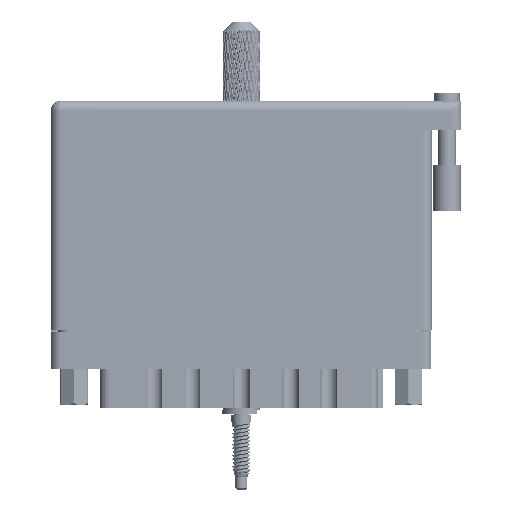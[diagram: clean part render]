
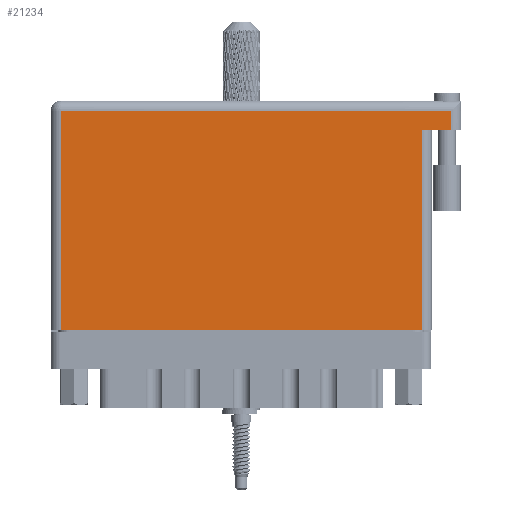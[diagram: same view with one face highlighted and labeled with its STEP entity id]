
A CAD part, front view. The second image highlights one B-rep face of the part: STEP entity #21234.
In plain terms, the highlighted face is planar.
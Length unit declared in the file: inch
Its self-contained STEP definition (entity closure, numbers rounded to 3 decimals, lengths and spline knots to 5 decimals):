
#2769 = AXIS2_PLACEMENT_3D ( 'NONE', #115114, #55263, #86147 ) ;
#3380 = CARTESIAN_POINT ( 'NONE',  ( 2.73, 1.496, 0. ) ) ;
#14258 = VERTEX_POINT ( 'NONE', #57955 ) ;
#16704 = ORIENTED_EDGE ( 'NONE', *, *, #41861, .T. ) ;
#17884 = VECTOR ( 'NONE', #77929, 39.37008 ) ;
#21234 = ADVANCED_FACE ( 'NONE', ( #32238 ), #85728, .F. ) ;
#23258 = EDGE_CURVE ( 'NONE', #24079, #49633, #84047, .T. ) ;
#24079 = VERTEX_POINT ( 'NONE', #81024 ) ;
#24273 = LINE ( 'NONE', #48136, #70415 ) ;
#32238 = FACE_OUTER_BOUND ( 'NONE', #98057, .T. ) ;
#32634 = CARTESIAN_POINT ( 'NONE',  ( 0., 0., 0. ) ) ;
#34334 = VERTEX_POINT ( 'NONE', #120454 ) ;
#35419 = CARTESIAN_POINT ( 'NONE',  ( 2.73, 1.566, 0. ) ) ;
#41861 = EDGE_CURVE ( 'NONE', #14258, #34334, #24273, .T. ) ;
#48136 = CARTESIAN_POINT ( 'NONE',  ( 2.53, 1.369, 0. ) ) ;
#49633 = VERTEX_POINT ( 'NONE', #79565 ) ;
#51855 = ORIENTED_EDGE ( 'NONE', *, *, #110194, .T. ) ;
#54557 = CARTESIAN_POINT ( 'NONE',  ( 2.73, 1.369, 0. ) ) ;
#55263 = DIRECTION ( 'NONE',  ( 0., 0., -1. ) ) ;
#56540 = LINE ( 'NONE', #95396, #95027 ) ;
#57005 = LINE ( 'NONE', #109385, #103149 ) ;
#57955 = CARTESIAN_POINT ( 'NONE',  ( 2.53, 0., 0. ) ) ;
#61131 = DIRECTION ( 'NONE',  ( -1., 0., 0. ) ) ;
#65469 = ORIENTED_EDGE ( 'NONE', *, *, #122079, .T. ) ;
#70415 = VECTOR ( 'NONE', #97198, 39.37008 ) ;
#74946 = DIRECTION ( 'NONE',  ( 0., 1., 0. ) ) ;
#76422 = ORIENTED_EDGE ( 'NONE', *, *, #114127, .F. ) ;
#77929 = DIRECTION ( 'NONE',  ( 0., -1., 0. ) ) ;
#79565 = CARTESIAN_POINT ( 'NONE',  ( 0.07, 0., 0. ) ) ;
#81024 = CARTESIAN_POINT ( 'NONE',  ( 0.07, 1.496, 0. ) ) ;
#84047 = LINE ( 'NONE', #127155, #17884 ) ;
#85728 = PLANE ( 'NONE',  #2769 ) ;
#86147 = DIRECTION ( 'NONE',  ( -1., 0., 0. ) ) ;
#86289 = DIRECTION ( 'NONE',  ( -1., 0., 0. ) ) ;
#89915 = VERTEX_POINT ( 'NONE', #54557 ) ;
#95027 = VECTOR ( 'NONE', #86289, 39.37008 ) ;
#95396 = CARTESIAN_POINT ( 'NONE',  ( 2.8, 1.369, 0. ) ) ;
#96869 = LINE ( 'NONE', #35419, #120063 ) ;
#97198 = DIRECTION ( 'NONE',  ( 0., 1., 0. ) ) ;
#98057 = EDGE_LOOP ( 'NONE', ( #65469, #16704, #76422, #125473, #51855, #103834 ) ) ;
#102729 = DIRECTION ( 'NONE',  ( 1., 0., 0. ) ) ;
#103149 = VECTOR ( 'NONE', #61131, 39.37008 ) ;
#103834 = ORIENTED_EDGE ( 'NONE', *, *, #23258, .T. ) ;
#103974 = LINE ( 'NONE', #32634, #108573 ) ;
#108573 = VECTOR ( 'NONE', #102729, 39.37008 ) ;
#109385 = CARTESIAN_POINT ( 'NONE',  ( 0., 1.496, 0. ) ) ;
#110194 = EDGE_CURVE ( 'NONE', #127865, #24079, #57005, .T. ) ;
#111286 = EDGE_CURVE ( 'NONE', #89915, #127865, #96869, .T. ) ;
#114127 = EDGE_CURVE ( 'NONE', #89915, #34334, #56540, .T. ) ;
#115114 = CARTESIAN_POINT ( 'NONE',  ( 0., 1.566, 0. ) ) ;
#120063 = VECTOR ( 'NONE', #74946, 39.37008 ) ;
#120454 = CARTESIAN_POINT ( 'NONE',  ( 2.53, 1.369, 0. ) ) ;
#122079 = EDGE_CURVE ( 'NONE', #49633, #14258, #103974, .T. ) ;
#125473 = ORIENTED_EDGE ( 'NONE', *, *, #111286, .T. ) ;
#127155 = CARTESIAN_POINT ( 'NONE',  ( 0.07, 0., 0. ) ) ;
#127865 = VERTEX_POINT ( 'NONE', #3380 ) ;
